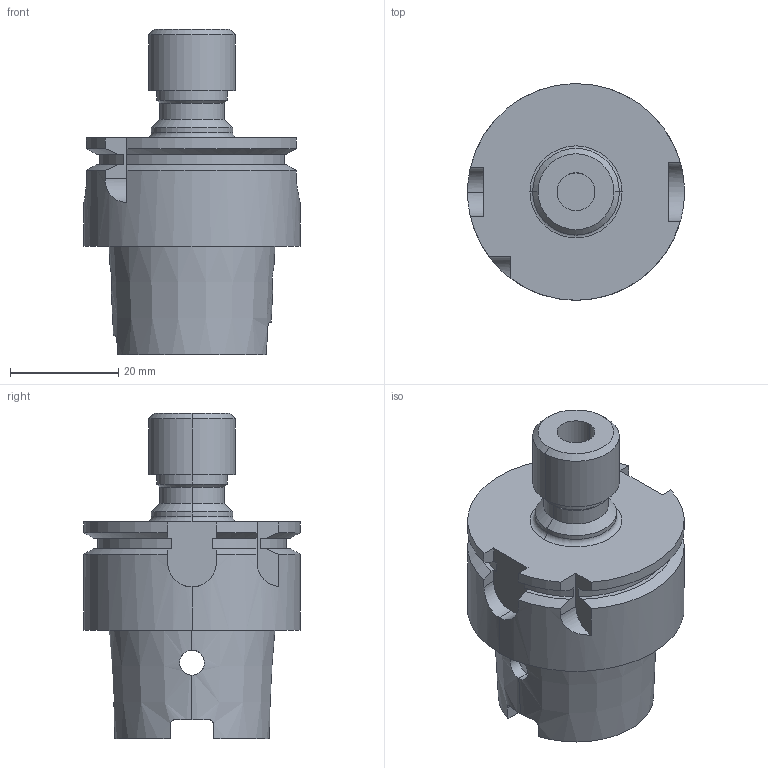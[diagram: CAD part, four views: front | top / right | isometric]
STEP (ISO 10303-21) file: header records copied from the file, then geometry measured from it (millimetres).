
FILE_DESCRIPTION (( 'STEP AP203' ), '1' );
FILE_NAME ('STP-SAKEM-71.123.11.040.STEP', '2021-05-12T09:23:58', ( '' ), ( '' ), 'SwSTEP 2.0', 'SolidWorks 2017', '' );
FILE_SCHEMA (( 'CONFIG_CONTROL_DESIGN' ));
Length unit declared in the file: millimetre
Products named in the file (1): STP-SAKEM-71.123.11.040
Bounding box: 40 x 40 x 60 mm (x, y, z)
Volume: 27771 mm3; surface area: 10925.7 mm2
Topology: 1 solids, 1 shells, 95 faces, 247 edges, 155 vertices
Faces by surface type: cylinder 38, plane 33, cone 18, torus 6
Entity records: 3344 total; most frequent: CARTESIAN_POINT 949, ORIENTED_EDGE 494, DIRECTION 483, EDGE_CURVE 247, AXIS2_PLACEMENT_3D 185, VERTEX_POINT 155, LINE 113, VECTOR 113
